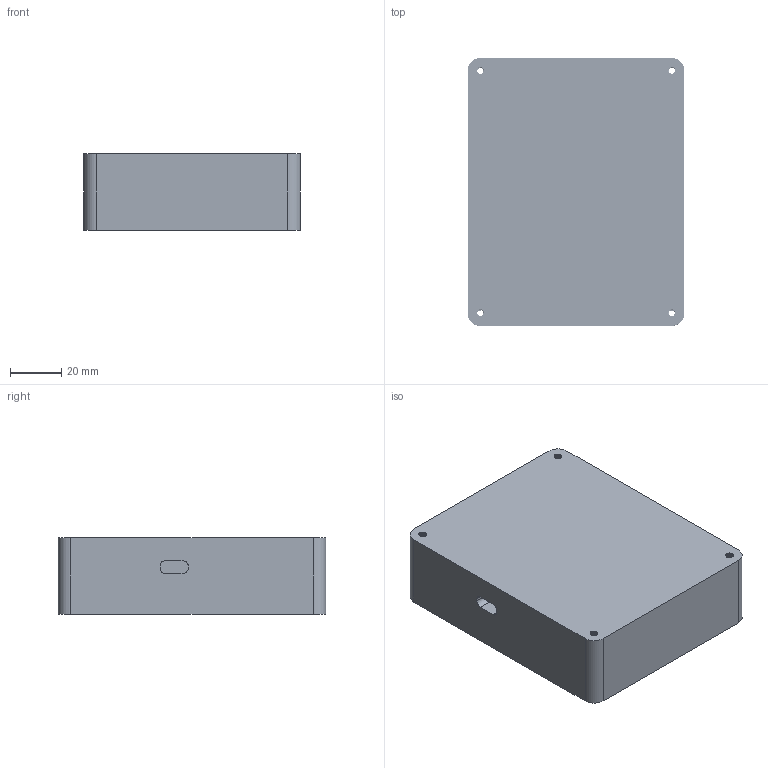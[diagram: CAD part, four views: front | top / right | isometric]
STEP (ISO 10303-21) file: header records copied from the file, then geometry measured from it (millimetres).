
FILE_DESCRIPTION(/* description */ ('','CAx-IF Rec.Pracs.---Representation and Presentation of Product Manufacturing Information (PMI)---4.0---2014-10-13'),/* implementation_level */ '2;1');
FILE_NAME(/* name */ 'bottom.step',/* time_stamp */ '2025-02-28T16:28:10+07:00',/* author */ (''),/* organization */ (''),/* preprocessor_version */ 'ST-DEVELOPER v20',/* originating_system */ 'Autodesk Translation Framework v13.20.0.188',/* authorisation */ '');
FILE_SCHEMA (('AP242_MANAGED_MODEL_BASED_3D_ENGINEERING_MIM_LF { 1 0 10303 442 1 1 4 }'));
Products named in the file (1): Weather Dashboard Casing Revision
Bounding box: 85 x 105 x 30 mm (x, y, z)
Volume: 128875.6 mm3; surface area: 39420 mm2
Topology: 5 solids, 5 shells, 539 faces, 1572 edges, 1048 vertices
Faces by surface type: cylinder 504, plane 27, bspline 8
Full cylindrical faces by diameter (mm): 2.5 x4, 2.529 x120, 3.086 x68, 5 x4
Entity records: 44000 total; most frequent: CARTESIAN_POINT 31636, ORIENTED_EDGE 3144, DIRECTION 1692, EDGE_CURVE 1572, VERTEX_POINT 1048, B_SPLINE_CURVE_WITH_KNOTS 992, AXIS2_PLACEMENT_3D 580, EDGE_LOOP 554
